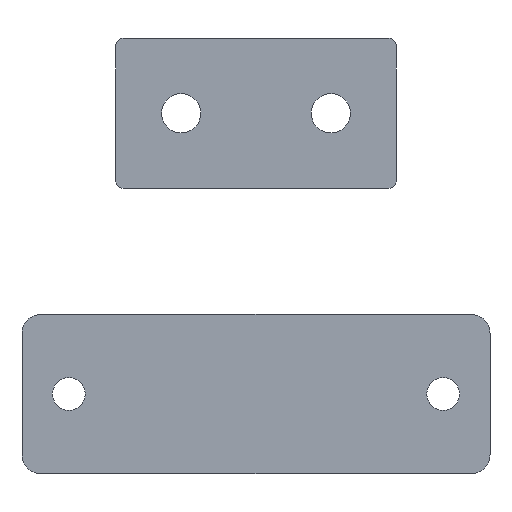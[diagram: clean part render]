
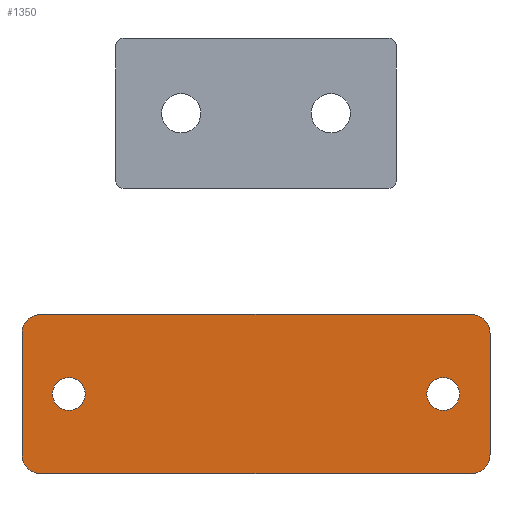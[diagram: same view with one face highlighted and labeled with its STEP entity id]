
A CAD part, front view. The second image highlights one B-rep face of the part: STEP entity #1350.
In plain terms, the highlighted planar face has unit normal (0, -1, 0).
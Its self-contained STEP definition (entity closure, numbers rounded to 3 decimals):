
#2 = VECTOR ( 'NONE', #1974, 1000. ) ;
#29 = DIRECTION ( 'NONE',  ( 0., -1., 0. ) ) ;
#69 = EDGE_CURVE ( 'NONE', #1467, #2285, #2695, .T. ) ;
#123 = EDGE_LOOP ( 'NONE', ( #1330, #2807, #2816, #2925, #750, #591, #2764, #926 ) ) ;
#167 = CARTESIAN_POINT ( 'NONE',  ( -20., -12., 0. ) ) ;
#221 = DIRECTION ( 'NONE',  ( 0., -1., 0. ) ) ;
#284 = AXIS2_PLACEMENT_3D ( 'NONE', #392, #1230, #924 ) ;
#303 = AXIS2_PLACEMENT_3D ( 'NONE', #1048, #730, #429 ) ;
#326 = AXIS2_PLACEMENT_3D ( 'NONE', #167, #2833, #2522 ) ;
#338 = CARTESIAN_POINT ( 'NONE',  ( -23., -12., 6.5 ) ) ;
#375 = CARTESIAN_POINT ( 'NONE',  ( 23., -12., -8.5 ) ) ;
#383 = VERTEX_POINT ( 'NONE', #971 ) ;
#392 = CARTESIAN_POINT ( 'NONE',  ( -20., -12., 0. ) ) ;
#429 = DIRECTION ( 'NONE',  ( -1., 0., 0. ) ) ;
#442 = ORIENTED_EDGE ( 'NONE', *, *, #2417, .T. ) ;
#516 = CIRCLE ( 'NONE', #1305, 2. ) ;
#587 = DIRECTION ( 'NONE',  ( -1., 0., 0. ) ) ;
#591 = ORIENTED_EDGE ( 'NONE', *, *, #1313, .T. ) ;
#594 = CARTESIAN_POINT ( 'NONE',  ( -25., -12., 6.5 ) ) ;
#596 = AXIS2_PLACEMENT_3D ( 'NONE', #626, #2379, #2081 ) ;
#606 = ORIENTED_EDGE ( 'NONE', *, *, #1241, .T. ) ;
#626 = CARTESIAN_POINT ( 'NONE',  ( 23., -12., -6.5 ) ) ;
#661 = DIRECTION ( 'NONE',  ( -1., 0., 0. ) ) ;
#695 = CARTESIAN_POINT ( 'NONE',  ( 25., -12., 6.5 ) ) ;
#696 = VERTEX_POINT ( 'NONE', #2105 ) ;
#730 = DIRECTION ( 'NONE',  ( 0., 1., 0. ) ) ;
#750 = ORIENTED_EDGE ( 'NONE', *, *, #69, .F. ) ;
#895 = DIRECTION ( 'NONE',  ( 0., 1., 0. ) ) ;
#924 = DIRECTION ( 'NONE',  ( -1., 0., 0. ) ) ;
#926 = ORIENTED_EDGE ( 'NONE', *, *, #2049, .T. ) ;
#966 = DIRECTION ( 'NONE',  ( 0., -1., 0. ) ) ;
#971 = CARTESIAN_POINT ( 'NONE',  ( -18.25, -12., 0. ) ) ;
#1048 = CARTESIAN_POINT ( 'NONE',  ( 20., -12., 0. ) ) ;
#1076 = AXIS2_PLACEMENT_3D ( 'NONE', #1275, #966, #661 ) ;
#1136 = CARTESIAN_POINT ( 'NONE',  ( 21.75, -12., 0. ) ) ;
#1154 = CIRCLE ( 'NONE', #303, 1.75 ) ;
#1194 = CARTESIAN_POINT ( 'NONE',  ( 20., -12., 0. ) ) ;
#1221 = ORIENTED_EDGE ( 'NONE', *, *, #2640, .T. ) ;
#1229 = VERTEX_POINT ( 'NONE', #2263 ) ;
#1230 = DIRECTION ( 'NONE',  ( 0., 1., 0. ) ) ;
#1241 = EDGE_CURVE ( 'NONE', #2842, #2326, #1154, .T. ) ;
#1264 = EDGE_CURVE ( 'NONE', #1229, #2514, #1617, .T. ) ;
#1275 = CARTESIAN_POINT ( 'NONE',  ( -23., -12., -6.5 ) ) ;
#1286 = VERTEX_POINT ( 'NONE', #594 ) ;
#1292 = DIRECTION ( 'NONE',  ( -1., 0., 0. ) ) ;
#1305 = AXIS2_PLACEMENT_3D ( 'NONE', #338, #29, #2702 ) ;
#1313 = EDGE_CURVE ( 'NONE', #1467, #1629, #2757, .T. ) ;
#1330 = ORIENTED_EDGE ( 'NONE', *, *, #2770, .T. ) ;
#1346 = CARTESIAN_POINT ( 'NONE',  ( -21.75, -12., 0. ) ) ;
#1350 = ADVANCED_FACE ( 'NONE', ( #2607, #2686, #2838 ), #2213, .F. ) ;
#1356 = CARTESIAN_POINT ( 'NONE',  ( 18.25, -12., 0. ) ) ;
#1432 = CIRCLE ( 'NONE', #2094, 1.75 ) ;
#1434 = CARTESIAN_POINT ( 'NONE',  ( 23., -12., 6.5 ) ) ;
#1450 = EDGE_CURVE ( 'NONE', #383, #1678, #1608, .T. ) ;
#1467 = VERTEX_POINT ( 'NONE', #695 ) ;
#1595 = EDGE_LOOP ( 'NONE', ( #1221, #2170 ) ) ;
#1598 = DIRECTION ( 'NONE',  ( 0., 1., 0. ) ) ;
#1608 = CIRCLE ( 'NONE', #326, 1.75 ) ;
#1617 = CIRCLE ( 'NONE', #1076, 2. ) ;
#1629 = VERTEX_POINT ( 'NONE', #2404 ) ;
#1678 = VERTEX_POINT ( 'NONE', #1346 ) ;
#1758 = VECTOR ( 'NONE', #2167, 1000. ) ;
#1763 = DIRECTION ( 'NONE',  ( 1., 0., 0. ) ) ;
#1787 = DIRECTION ( 'NONE',  ( 0., 0., -1. ) ) ;
#1884 = VECTOR ( 'NONE', #1763, 1000. ) ;
#1908 = CARTESIAN_POINT ( 'NONE',  ( 25., -12., 8.5 ) ) ;
#1974 = DIRECTION ( 'NONE',  ( 1., 0., 0. ) ) ;
#2049 = EDGE_CURVE ( 'NONE', #696, #1286, #516, .T. ) ;
#2066 = CARTESIAN_POINT ( 'NONE',  ( 25., -12., -8.5 ) ) ;
#2081 = DIRECTION ( 'NONE',  ( -1., 0., 0. ) ) ;
#2087 = CARTESIAN_POINT ( 'NONE',  ( 25., -12., 8.5 ) ) ;
#2094 = AXIS2_PLACEMENT_3D ( 'NONE', #1194, #895, #587 ) ;
#2105 = CARTESIAN_POINT ( 'NONE',  ( -23., -12., 8.5 ) ) ;
#2128 = CIRCLE ( 'NONE', #284, 1.75 ) ;
#2132 = CARTESIAN_POINT ( 'NONE',  ( 25., -12., -6.5 ) ) ;
#2167 = DIRECTION ( 'NONE',  ( 0., 0., -1. ) ) ;
#2170 = ORIENTED_EDGE ( 'NONE', *, *, #1450, .T. ) ;
#2213 = PLANE ( 'NONE',  #2918 ) ;
#2263 = CARTESIAN_POINT ( 'NONE',  ( -25., -12., -6.5 ) ) ;
#2272 = CARTESIAN_POINT ( 'NONE',  ( 25., -12., 8.5 ) ) ;
#2285 = VERTEX_POINT ( 'NONE', #2132 ) ;
#2297 = AXIS2_PLACEMENT_3D ( 'NONE', #1434, #221, #2889 ) ;
#2326 = VERTEX_POINT ( 'NONE', #1136 ) ;
#2379 = DIRECTION ( 'NONE',  ( 0., -1., 0. ) ) ;
#2382 = EDGE_LOOP ( 'NONE', ( #606, #442 ) ) ;
#2404 = CARTESIAN_POINT ( 'NONE',  ( 23., -12., 8.5 ) ) ;
#2414 = VECTOR ( 'NONE', #1787, 1000. ) ;
#2417 = EDGE_CURVE ( 'NONE', #2326, #2842, #1432, .T. ) ;
#2469 = CARTESIAN_POINT ( 'NONE',  ( -25., -12., 8.5 ) ) ;
#2502 = CARTESIAN_POINT ( 'NONE',  ( -23., -12., -8.5 ) ) ;
#2514 = VERTEX_POINT ( 'NONE', #2502 ) ;
#2522 = DIRECTION ( 'NONE',  ( -1., 0., 0. ) ) ;
#2537 = VERTEX_POINT ( 'NONE', #375 ) ;
#2559 = EDGE_CURVE ( 'NONE', #2514, #2537, #2669, .T. ) ;
#2570 = LINE ( 'NONE', #2272, #2 ) ;
#2579 = CIRCLE ( 'NONE', #596, 2. ) ;
#2607 = FACE_BOUND ( 'NONE', #1595, .T. ) ;
#2640 = EDGE_CURVE ( 'NONE', #1678, #383, #2128, .T. ) ;
#2656 = EDGE_CURVE ( 'NONE', #2537, #2285, #2579, .T. ) ;
#2669 = LINE ( 'NONE', #2066, #1884 ) ;
#2686 = FACE_BOUND ( 'NONE', #2382, .T. ) ;
#2695 = LINE ( 'NONE', #2087, #2414 ) ;
#2702 = DIRECTION ( 'NONE',  ( -1., 0., 0. ) ) ;
#2757 = CIRCLE ( 'NONE', #2297, 2. ) ;
#2764 = ORIENTED_EDGE ( 'NONE', *, *, #2836, .F. ) ;
#2767 = LINE ( 'NONE', #2469, #1758 ) ;
#2770 = EDGE_CURVE ( 'NONE', #1286, #1229, #2767, .T. ) ;
#2807 = ORIENTED_EDGE ( 'NONE', *, *, #1264, .T. ) ;
#2816 = ORIENTED_EDGE ( 'NONE', *, *, #2559, .T. ) ;
#2833 = DIRECTION ( 'NONE',  ( 0., 1., 0. ) ) ;
#2836 = EDGE_CURVE ( 'NONE', #696, #1629, #2570, .T. ) ;
#2838 = FACE_OUTER_BOUND ( 'NONE', #123, .T. ) ;
#2842 = VERTEX_POINT ( 'NONE', #1356 ) ;
#2889 = DIRECTION ( 'NONE',  ( -1., 0., 0. ) ) ;
#2918 = AXIS2_PLACEMENT_3D ( 'NONE', #1908, #1598, #1292 ) ;
#2925 = ORIENTED_EDGE ( 'NONE', *, *, #2656, .T. ) ;
